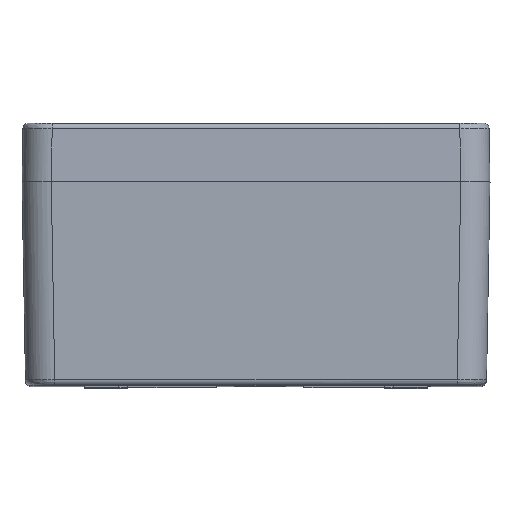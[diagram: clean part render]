
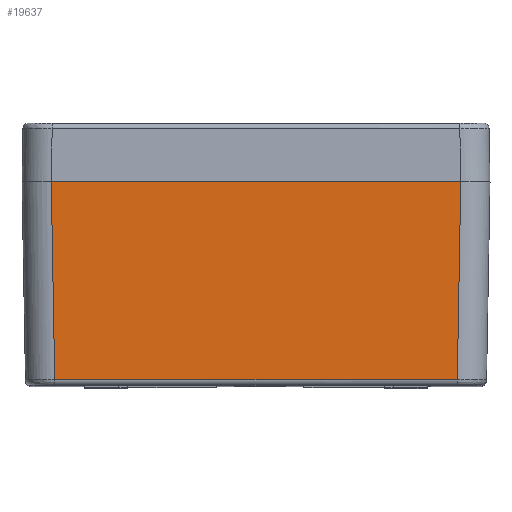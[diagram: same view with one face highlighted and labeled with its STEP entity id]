
A CAD part, top view. The second image highlights one B-rep face of the part: STEP entity #19637.
In plain terms, the highlighted planar face has unit normal (0, -0.018, 1).
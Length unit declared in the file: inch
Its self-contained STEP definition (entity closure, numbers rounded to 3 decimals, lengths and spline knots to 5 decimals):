
#557 = LINE ( 'NONE', #3903, #19336 ) ;
#858 = DIRECTION ( 'NONE',  ( 0., -0.017, 1. ) ) ;
#1186 = CARTESIAN_POINT ( 'NONE',  ( -2.75597, 0., 5.11811 ) ) ;
#2439 = VERTEX_POINT ( 'NONE', #16990 ) ;
#3652 = PLANE ( 'NONE',  #18745 ) ;
#3903 = CARTESIAN_POINT ( 'NONE',  ( -3.14961, 0., 5.11811 ) ) ;
#4287 = EDGE_CURVE ( 'NONE', #15718, #35015, #6810, .T. ) ;
#5475 = ORIENTED_EDGE ( 'NONE', *, *, #19768, .T. ) ;
#6805 = CARTESIAN_POINT ( 'NONE',  ( 2.75513, -0.04808, 5.11727 ) ) ;
#6810 = LINE ( 'NONE', #29734, #10437 ) ;
#6996 = LINE ( 'NONE', #23407, #9793 ) ;
#8863 = EDGE_CURVE ( 'NONE', #17926, #2439, #29548, .T. ) ;
#8955 = EDGE_CURVE ( 'NONE', #2439, #35015, #6996, .T. ) ;
#9614 = ORIENTED_EDGE ( 'NONE', *, *, #4287, .T. ) ;
#9758 = ORIENTED_EDGE ( 'NONE', *, *, #8955, .F. ) ;
#9793 = VECTOR ( 'NONE', #18353, 39.37008 ) ;
#10437 = VECTOR ( 'NONE', #32702, 39.37008 ) ;
#10981 = VECTOR ( 'NONE', #23593, 39.37008 ) ;
#13120 = DIRECTION ( 'NONE',  ( 0., -1., -0.017 ) ) ;
#15718 = VERTEX_POINT ( 'NONE', #1186 ) ;
#16990 = CARTESIAN_POINT ( 'NONE',  ( 2.70938, -2.6687, 5.07153 ) ) ;
#17926 = VERTEX_POINT ( 'NONE', #20688 ) ;
#18353 = DIRECTION ( 'NONE',  ( -1., 0., 0. ) ) ;
#18745 = AXIS2_PLACEMENT_3D ( 'NONE', #26372, #858, #13120 ) ;
#18992 = EDGE_LOOP ( 'NONE', ( #9614, #9758, #32044, #5475 ) ) ;
#19336 = VECTOR ( 'NONE', #31487, 39.37008 ) ;
#19637 = ADVANCED_FACE ( 'NONE', ( #29171 ), #3652, .T. ) ;
#19768 = EDGE_CURVE ( 'NONE', #17926, #15718, #557, .T. ) ;
#20688 = CARTESIAN_POINT ( 'NONE',  ( 2.75597, 0., 5.11811 ) ) ;
#23407 = CARTESIAN_POINT ( 'NONE',  ( -1.5748, -2.6687, 5.07153 ) ) ;
#23593 = DIRECTION ( 'NONE',  ( -0.017, -1., -0.017 ) ) ;
#26372 = CARTESIAN_POINT ( 'NONE',  ( -3.14961, 0., 5.11811 ) ) ;
#29171 = FACE_OUTER_BOUND ( 'NONE', #18992, .T. ) ;
#29548 = LINE ( 'NONE', #6805, #10981 ) ;
#29734 = CARTESIAN_POINT ( 'NONE',  ( -2.75597, 0., 5.11811 ) ) ;
#31487 = DIRECTION ( 'NONE',  ( -1., 0., 0. ) ) ;
#32044 = ORIENTED_EDGE ( 'NONE', *, *, #8863, .F. ) ;
#32702 = DIRECTION ( 'NONE',  ( 0.017, -1., -0.017 ) ) ;
#35015 = VERTEX_POINT ( 'NONE', #36133 ) ;
#36133 = CARTESIAN_POINT ( 'NONE',  ( -2.70938, -2.6687, 5.07153 ) ) ;
